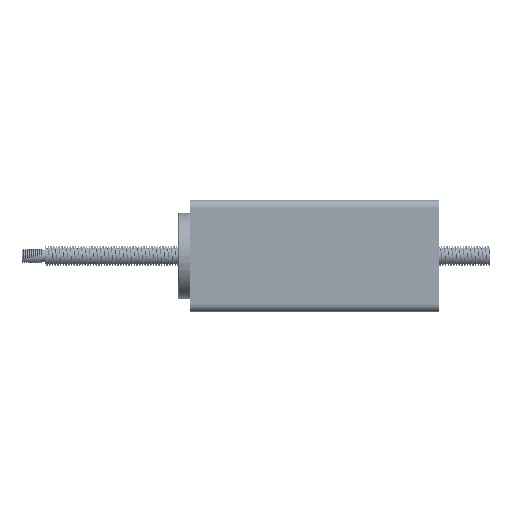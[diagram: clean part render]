
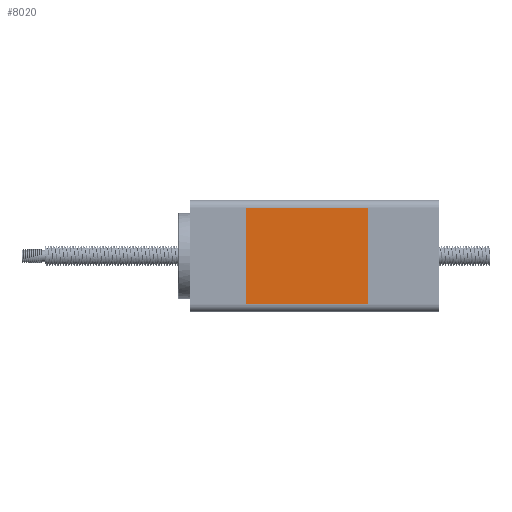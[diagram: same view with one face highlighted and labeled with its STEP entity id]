
A CAD part, left-side view. The second image highlights one B-rep face of the part: STEP entity #8020.
In plain terms, the highlighted planar face has unit normal (-1, 0, 0).
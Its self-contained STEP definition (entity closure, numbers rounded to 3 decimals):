
#56=DIRECTION('',(0.,0.,1.));
#57=VECTOR('',#56,12.3);
#58=CARTESIAN_POINT('',(-7.15,0.,-6.15));
#59=LINE('',#58,#57);
#1171=DIRECTION('',(0.,0.,1.));
#1172=VECTOR('',#1171,12.3);
#1173=CARTESIAN_POINT('',(-7.15,15.6,-6.15));
#1174=LINE('',#1173,#1172);
#2246=DIRECTION('',(0.,-1.,0.));
#2247=VECTOR('',#2246,15.6);
#2248=CARTESIAN_POINT('',(-7.15,15.6,-6.15));
#2249=LINE('',#2248,#2247);
#2250=DIRECTION('',(0.,-1.,0.));
#2251=VECTOR('',#2250,15.6);
#2252=CARTESIAN_POINT('',(-7.15,15.6,6.15));
#2253=LINE('',#2252,#2251);
#5890=CARTESIAN_POINT('',(-7.15,0.,-6.15));
#5892=VERTEX_POINT('',#5890);
#5896=CARTESIAN_POINT('',(-7.15,15.6,-6.15));
#5897=VERTEX_POINT('',#5896);
#5899=CARTESIAN_POINT('',(-7.15,0.,6.15));
#5901=VERTEX_POINT('',#5899);
#5902=CARTESIAN_POINT('',(-7.15,15.6,6.15));
#5903=VERTEX_POINT('',#5902);
#8008=CARTESIAN_POINT('',(-7.15,0.,-7.15));
#8009=DIRECTION('',(-1.,0.,0.));
#8010=DIRECTION('',(0.,0.,1.));
#8011=AXIS2_PLACEMENT_3D('',#8008,#8009,#8010);
#8012=PLANE('',#8011);
#8014=ORIENTED_EDGE('',*,*,#8013,.F.);
#8015=ORIENTED_EDGE('',*,*,#7143,.T.);
#8016=ORIENTED_EDGE('',*,*,#8001,.T.);
#8017=ORIENTED_EDGE('',*,*,#6373,.F.);
#8018=EDGE_LOOP('',(#8014,#8015,#8016,#8017));
#8019=FACE_OUTER_BOUND('',#8018,.F.);
#8020=ADVANCED_FACE('',(#8019),#8012,.T.);
#6373=EDGE_CURVE('',#5892,#5901,#59,.T.);
#7143=EDGE_CURVE('',#5897,#5903,#1174,.T.);
#8001=EDGE_CURVE('',#5903,#5901,#2253,.T.);
#8013=EDGE_CURVE('',#5897,#5892,#2249,.T.);
